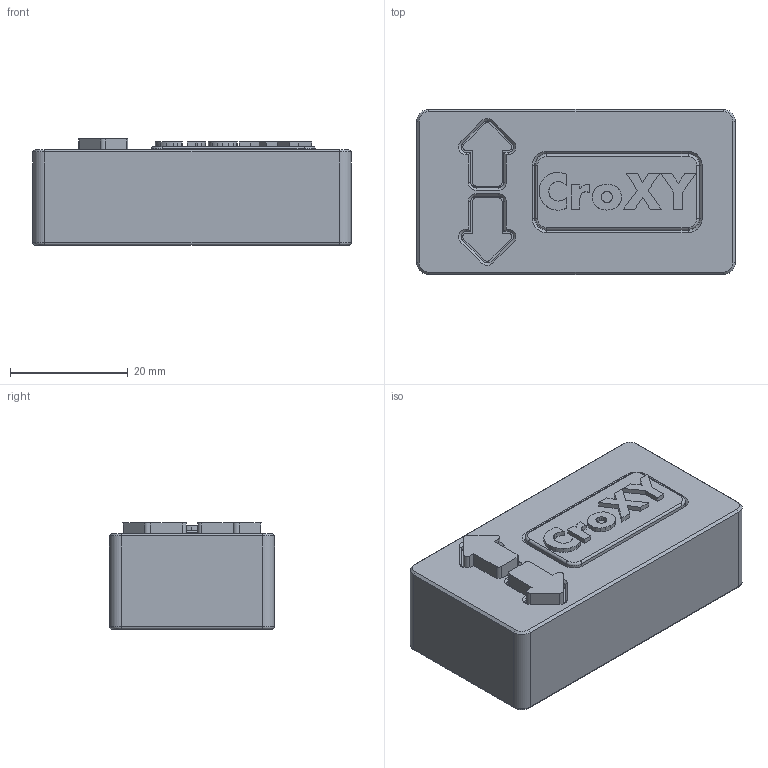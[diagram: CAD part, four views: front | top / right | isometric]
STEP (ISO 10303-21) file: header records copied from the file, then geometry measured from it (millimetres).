
FILE_DESCRIPTION(/* description */ (''),/* implementation_level */ '2;1');
FILE_NAME(/* name */ 'AB-CroXY-Switch_Nameplate-X.stp',/* time_stamp */ '2020-11-16T13:38:22-08:00',/* author */ (''),/* organization */ (''),/* preprocessor_version */ 'ST-DEVELOPER v18.1',/* originating_system */ 'Autodesk Translation Framework v9.3.0.1241',/* authorisation */ '');
FILE_SCHEMA (('AUTOMOTIVE_DESIGN { 1 0 10303 214 3 1 1 }'));
Length unit declared in the file: millimetre
Products named in the file (3): CroXY Switch; Arrow; Arrow Mirror
Assembly tree (2 placements, depth 2):
  CroXY Switch
    Arrow
    Arrow Mirror
Bounding box: 54 x 28 x 18 mm (x, y, z)
Volume: 14559.8 mm3; surface area: 14977.6 mm2
Topology: 7 solids, 7 shells, 382 faces, 1003 edges, 645 vertices
Faces by surface type: plane 234, bspline 60, cylinder 54, cone 24, torus 10
Full cylindrical faces by diameter (mm): 2.8 x2
Entity records: 12293 total; most frequent: CARTESIAN_POINT 3058, ORIENTED_EDGE 2002, DIRECTION 1676, EDGE_CURVE 1001, LINE 740, VECTOR 740, VERTEX_POINT 645, AXIS2_PLACEMENT_3D 468
